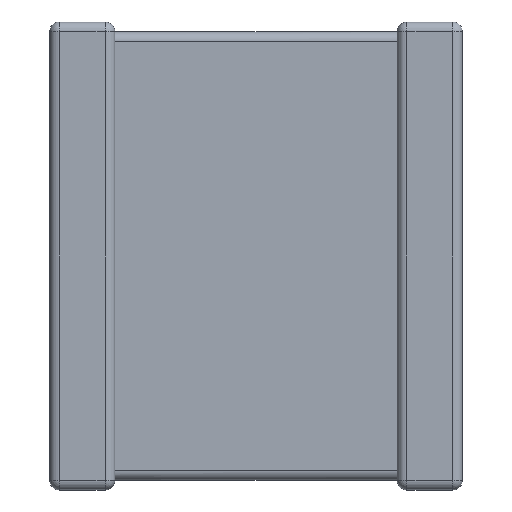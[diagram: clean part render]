
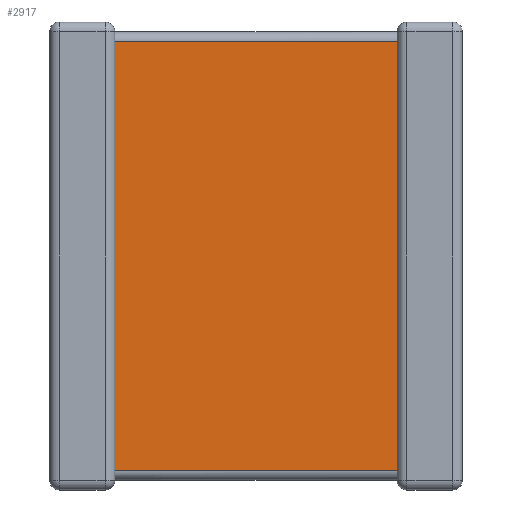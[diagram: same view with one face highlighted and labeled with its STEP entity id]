
A CAD part, front view. The second image highlights one B-rep face of the part: STEP entity #2917.
In plain terms, the highlighted planar face has unit normal (0, -1, 0).
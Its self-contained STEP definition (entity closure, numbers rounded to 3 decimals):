
#241 = VECTOR ( 'NONE', #3780, 1000. ) ;
#484 = CARTESIAN_POINT ( 'NONE',  ( 5.05, 0.141, -0.283 ) ) ;
#764 = FACE_OUTER_BOUND ( 'NONE', #1778, .T. ) ;
#1057 = VERTEX_POINT ( 'NONE', #484 ) ;
#1110 = DIRECTION ( 'NONE',  ( 0., 0., -1. ) ) ;
#1211 = LINE ( 'NONE', #1243, #241 ) ;
#1220 = CARTESIAN_POINT ( 'NONE',  ( 5.05, 0.141, -6.517 ) ) ;
#1243 = CARTESIAN_POINT ( 'NONE',  ( 5.05, 0.141, -6.8 ) ) ;
#1289 = VERTEX_POINT ( 'NONE', #4305 ) ;
#1401 = LINE ( 'NONE', #1570, #2868 ) ;
#1489 = DIRECTION ( 'NONE',  ( 0., -1., 0. ) ) ;
#1570 = CARTESIAN_POINT ( 'NONE',  ( 0.95, 0.141, -6.8 ) ) ;
#1693 = ORIENTED_EDGE ( 'NONE', *, *, #3659, .T. ) ;
#1778 = EDGE_LOOP ( 'NONE', ( #3640, #4424, #1693, #1950 ) ) ;
#1877 = CARTESIAN_POINT ( 'NONE',  ( 0.95, 0.141, -6.8 ) ) ;
#1950 = ORIENTED_EDGE ( 'NONE', *, *, #2997, .T. ) ;
#1999 = VERTEX_POINT ( 'NONE', #3842 ) ;
#2013 = EDGE_CURVE ( 'NONE', #1999, #3458, #1401, .T. ) ;
#2038 = DIRECTION ( 'NONE',  ( 0., 0., 1. ) ) ;
#2287 = AXIS2_PLACEMENT_3D ( 'NONE', #1877, #1489, #1110 ) ;
#2648 = CARTESIAN_POINT ( 'NONE',  ( 0.95, 0.141, -0.283 ) ) ;
#2720 = CARTESIAN_POINT ( 'NONE',  ( 0.95, 0.141, -0.283 ) ) ;
#2785 = VECTOR ( 'NONE', #2953, 1000. ) ;
#2868 = VECTOR ( 'NONE', #2038, 1000. ) ;
#2917 = ADVANCED_FACE ( 'NONE', ( #764 ), #3294, .T. ) ;
#2953 = DIRECTION ( 'NONE',  ( 1., 0., 0. ) ) ;
#2997 = EDGE_CURVE ( 'NONE', #1057, #3458, #3213, .T. ) ;
#3213 = LINE ( 'NONE', #2648, #4079 ) ;
#3294 = PLANE ( 'NONE',  #2287 ) ;
#3458 = VERTEX_POINT ( 'NONE', #2720 ) ;
#3640 = ORIENTED_EDGE ( 'NONE', *, *, #2013, .F. ) ;
#3659 = EDGE_CURVE ( 'NONE', #1289, #1057, #1211, .T. ) ;
#3719 = LINE ( 'NONE', #1220, #2785 ) ;
#3732 = DIRECTION ( 'NONE',  ( -1., 0., 0. ) ) ;
#3780 = DIRECTION ( 'NONE',  ( 0., 0., 1. ) ) ;
#3842 = CARTESIAN_POINT ( 'NONE',  ( 0.95, 0.141, -6.517 ) ) ;
#4079 = VECTOR ( 'NONE', #3732, 1000. ) ;
#4204 = EDGE_CURVE ( 'NONE', #1999, #1289, #3719, .T. ) ;
#4305 = CARTESIAN_POINT ( 'NONE',  ( 5.05, 0.141, -6.517 ) ) ;
#4424 = ORIENTED_EDGE ( 'NONE', *, *, #4204, .T. ) ;
